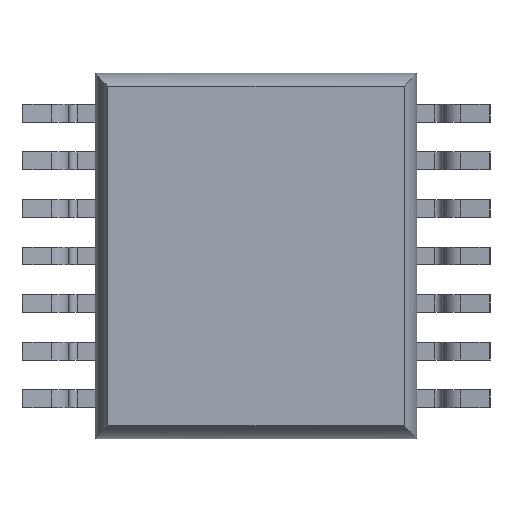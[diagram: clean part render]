
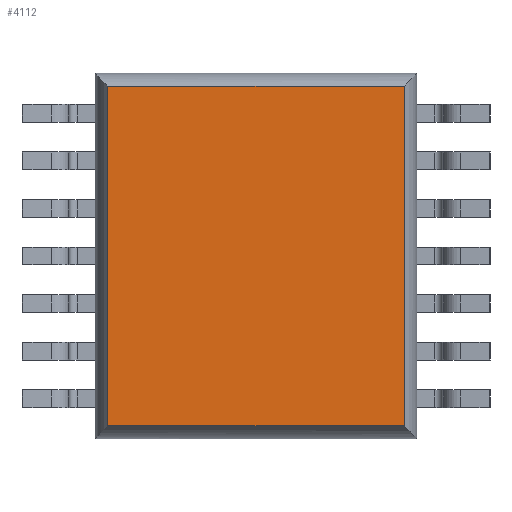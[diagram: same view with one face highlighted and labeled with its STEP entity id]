
A CAD part, front view. The second image highlights one B-rep face of the part: STEP entity #4112.
In plain terms, the highlighted planar face has unit normal (0, -1, 0).
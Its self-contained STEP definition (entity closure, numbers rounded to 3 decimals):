
#778 = DIRECTION ( 'NONE',  ( -1., 0., 0. ) ) ;
#958 = VECTOR ( 'NONE', #2401, 1000. ) ;
#1027 = LINE ( 'NONE', #4274, #3099 ) ;
#1201 = LINE ( 'NONE', #1281, #958 ) ;
#1281 = CARTESIAN_POINT ( 'NONE',  ( -2.5, -0.5, -2.324 ) ) ;
#1507 = PLANE ( 'NONE',  #3613 ) ;
#1781 = CARTESIAN_POINT ( 'NONE',  ( 2.024, -0.5, 2.324 ) ) ;
#1912 = ORIENTED_EDGE ( 'NONE', *, *, #2946, .F. ) ;
#1940 = VERTEX_POINT ( 'NONE', #5941 ) ;
#2035 = EDGE_CURVE ( 'NONE', #1940, #6475, #1201, .T. ) ;
#2039 = CARTESIAN_POINT ( 'NONE',  ( -2.024, -0.5, 2.5 ) ) ;
#2349 = VECTOR ( 'NONE', #5582, 1000. ) ;
#2401 = DIRECTION ( 'NONE',  ( 1., 0., 0. ) ) ;
#2538 = CARTESIAN_POINT ( 'NONE',  ( -2.5, -0.5, 2.324 ) ) ;
#2739 = DIRECTION ( 'NONE',  ( 0., 0., -1. ) ) ;
#2764 = ORIENTED_EDGE ( 'NONE', *, *, #2827, .T. ) ;
#2800 = CARTESIAN_POINT ( 'NONE',  ( 2.024, -0.5, 2.5 ) ) ;
#2827 = EDGE_CURVE ( 'NONE', #6162, #1940, #1027, .T. ) ;
#2912 = FACE_OUTER_BOUND ( 'NONE', #5483, .T. ) ;
#2945 = DIRECTION ( 'NONE',  ( 0., 1., 0. ) ) ;
#2946 = EDGE_CURVE ( 'NONE', #6162, #3367, #3719, .T. ) ;
#3060 = EDGE_CURVE ( 'NONE', #3367, #6475, #5271, .T. ) ;
#3099 = VECTOR ( 'NONE', #4787, 1000. ) ;
#3367 = VERTEX_POINT ( 'NONE', #1781 ) ;
#3613 = AXIS2_PLACEMENT_3D ( 'NONE', #2039, #2945, #778 ) ;
#3617 = ORIENTED_EDGE ( 'NONE', *, *, #3060, .F. ) ;
#3719 = LINE ( 'NONE', #2538, #2349 ) ;
#3882 = ORIENTED_EDGE ( 'NONE', *, *, #2035, .T. ) ;
#4112 = ADVANCED_FACE ( 'NONE', ( #2912 ), #1507, .F. ) ;
#4274 = CARTESIAN_POINT ( 'NONE',  ( -2.024, -0.5, 2.5 ) ) ;
#4787 = DIRECTION ( 'NONE',  ( 0., 0., -1. ) ) ;
#5093 = CARTESIAN_POINT ( 'NONE',  ( 2.024, -0.5, -2.324 ) ) ;
#5271 = LINE ( 'NONE', #2800, #6469 ) ;
#5483 = EDGE_LOOP ( 'NONE', ( #1912, #2764, #3882, #3617 ) ) ;
#5582 = DIRECTION ( 'NONE',  ( 1., 0., 0. ) ) ;
#5690 = CARTESIAN_POINT ( 'NONE',  ( -2.024, -0.5, 2.324 ) ) ;
#5941 = CARTESIAN_POINT ( 'NONE',  ( -2.024, -0.5, -2.324 ) ) ;
#6162 = VERTEX_POINT ( 'NONE', #5690 ) ;
#6469 = VECTOR ( 'NONE', #2739, 1000. ) ;
#6475 = VERTEX_POINT ( 'NONE', #5093 ) ;
